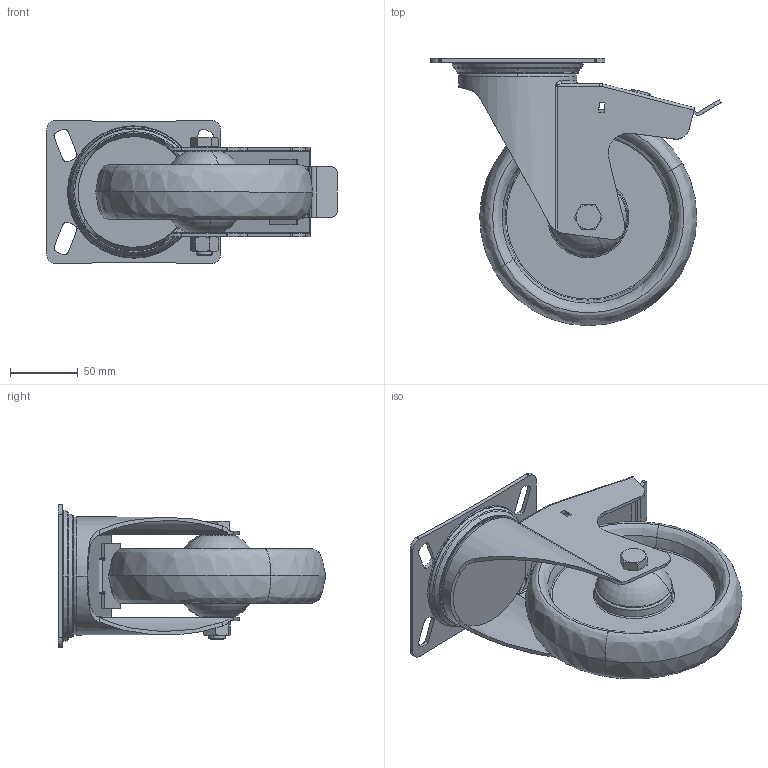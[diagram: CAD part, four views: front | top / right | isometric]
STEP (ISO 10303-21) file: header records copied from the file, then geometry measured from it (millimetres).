
FILE_DESCRIPTION (( 'STEP AP214' ), '1' );
FILE_NAME ('0027488.step', '2022-11-23T08:40:58', ( '' ), ( '' ), 'SwSTEP 2.0', 'SolidWorks 2020', '' );
FILE_SCHEMA (( 'AUTOMOTIVE_DESIGN' ));
Length unit declared in the file: millimetre
Products named in the file (1): 0027488
Bounding box: 214.45 x 197.02 x 106 mm (x, y, z)
Volume: 661713.5 mm3; surface area: 178964.7 mm2
Topology: 7 solids, 8 shells, 353 faces, 888 edges, 562 vertices
Faces by surface type: cylinder 126, plane 116, bspline 51, cone 42, torus 18
Entity records: 16490 total; most frequent: CARTESIAN_POINT 4110, DIRECTION 1787, ORIENTED_EDGE 1768, EDGE_CURVE 884, AXIS2_PLACEMENT_3D 714, VERTEX_POINT 562, CIRCLE 411, EDGE_LOOP 396
